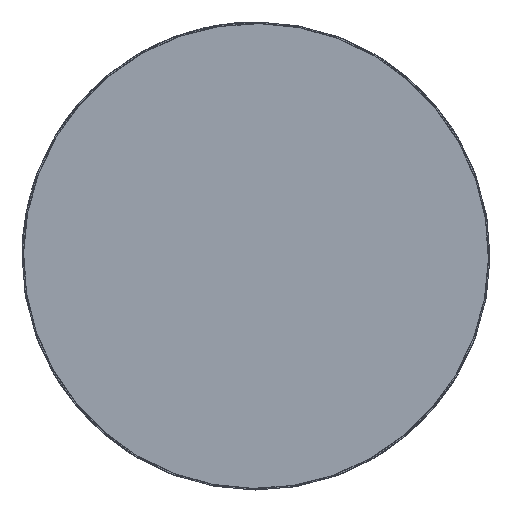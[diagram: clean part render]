
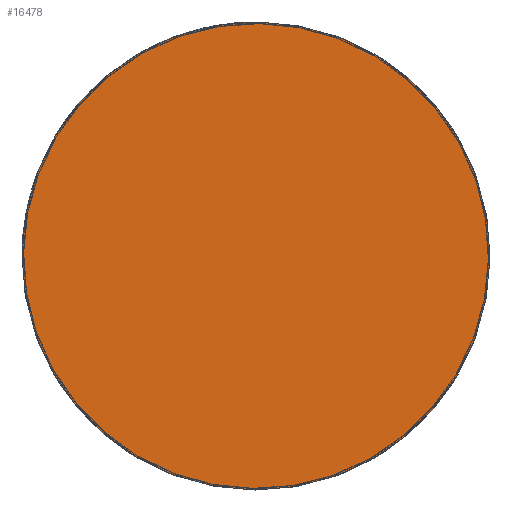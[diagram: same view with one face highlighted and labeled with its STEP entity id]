
A CAD part, front view. The second image highlights one B-rep face of the part: STEP entity #16478.
In plain terms, the highlighted planar face has unit normal (0, -1, 0).
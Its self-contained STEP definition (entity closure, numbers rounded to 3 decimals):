
#16423=CARTESIAN_POINT('',(-557.168,-2.0,211.612));
#16424=VERTEX_POINT('',#16423);
#16425=CARTESIAN_POINT('',(557.168,-2.0,-211.612));
#16426=VERTEX_POINT('',#16425);
#16427=CARTESIAN_POINT('',(0.,-2.0,0.));
#16428=DIRECTION('',(0.0,1.0,0.0));
#16429=DIRECTION('',(-0.935,0.0,0.355));
#16430=AXIS2_PLACEMENT_3D('',#16427,#16428,#16429);
#16431=CIRCLE('',#16430,596.0);
#16432=EDGE_CURVE('',#16424,#16426,#16431,.T.);
#16434=CARTESIAN_POINT('',(0.,-2.0,0.));
#16435=DIRECTION('',(0.0,1.0,0.0));
#16436=DIRECTION('',(-0.935,0.0,0.355));
#16437=AXIS2_PLACEMENT_3D('',#16434,#16435,#16436);
#16438=CIRCLE('',#16437,596.0);
#16439=EDGE_CURVE('',#16426,#16424,#16438,.T.);
#16469=CARTESIAN_POINT('',(414.668,-2.0,-922.536));
#16470=DIRECTION('',(0.0,1.0,0.0));
#16471=DIRECTION('',(-0.935,0.0,0.355));
#16472=AXIS2_PLACEMENT_3D('',#16469,#16470,#16471);
#16473=PLANE('',#16472);
#16474=ORIENTED_EDGE('',*,*,#16439,.F.);
#16475=ORIENTED_EDGE('',*,*,#16432,.F.);
#16476=EDGE_LOOP('',(#16474,#16475));
#16477=FACE_OUTER_BOUND('',#16476,.T.);
#16478=ADVANCED_FACE('',(#16477),#16473,.F.);
